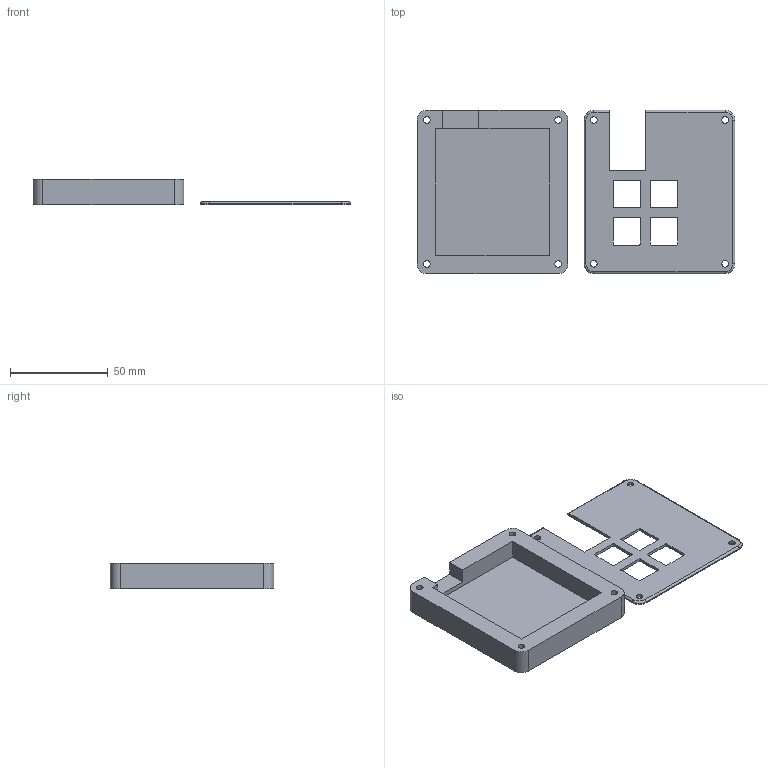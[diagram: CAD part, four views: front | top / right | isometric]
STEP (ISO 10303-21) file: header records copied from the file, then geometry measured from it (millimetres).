
FILE_DESCRIPTION(/* description */ (''),/* implementation_level */ '2;1');
FILE_NAME(/* name */ 'hackpad.step',/* time_stamp */ '2026-01-01T22:57:41-06:00',/* author */ (''),/* organization */ (''),/* preprocessor_version */ 'ST-DEVELOPER v20.1',/* originating_system */ 'Autodesk Translation Framework v14.21.0.0',/* authorisation */ '');
FILE_SCHEMA (('AUTOMOTIVE_DESIGN { 1 0 10303 214 3 1 1 }'));
Length unit declared in the file: millimetre
Products named in the file (3): 2025-12-31-16-23-28-648; 2025-12-31-16-26-03-877; 2026-01-01-15-17-47-224
Assembly tree (1 placements, depth 2):
  2025-12-31-16-23-28-648
    2026-01-01-15-17-47-224
  2025-12-31-16-26-03-877
Bounding box: 162.63 x 83.68 x 13 mm (x, y, z)
Volume: 51507.6 mm3; surface area: 30780.6 mm2
Topology: 2 solids, 2 shells, 377 faces, 1045 edges, 694 vertices
Faces by surface type: bspline 200, plane 132, cylinder 41, torus 4
Full cylindrical faces by diameter (mm): 3.4 x8, 6 x4
Entity records: 13994 total; most frequent: CARTESIAN_POINT 5521, ORIENTED_EDGE 2090, DIRECTION 1095, EDGE_CURVE 1045, VERTEX_POINT 694, LINE 559, VECTOR 559, EDGE_LOOP 423
